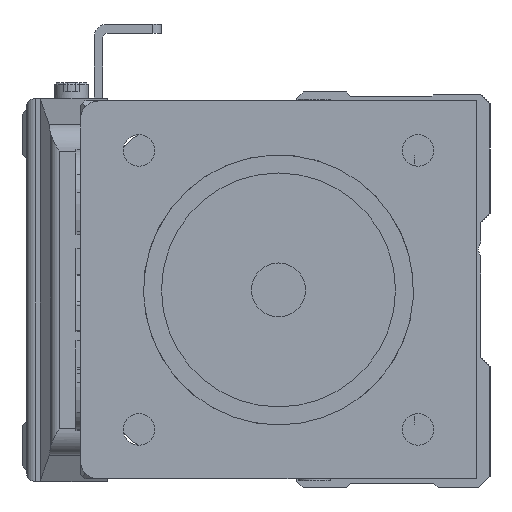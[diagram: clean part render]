
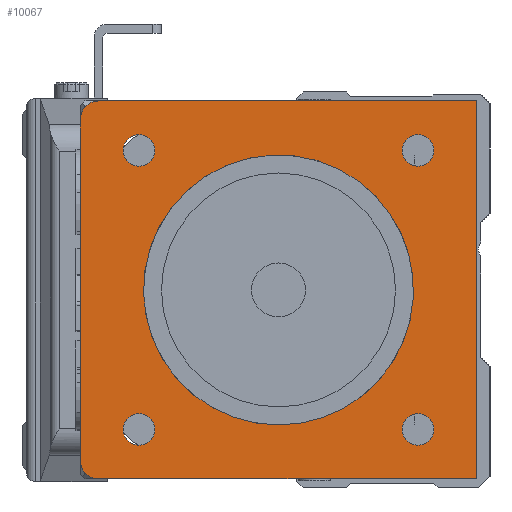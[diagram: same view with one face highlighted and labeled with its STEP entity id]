
A CAD part, left-side view. The second image highlights one B-rep face of the part: STEP entity #10067.
In plain terms, the highlighted planar face has unit normal (-1, 0, 0).
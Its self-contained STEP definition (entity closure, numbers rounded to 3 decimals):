
#541=LINE('',#16075,#1478);
#545=LINE('',#16084,#1482);
#548=LINE('',#16093,#1485);
#553=LINE('',#16103,#1490);
#1478=VECTOR('',#13064,1000.);
#1482=VECTOR('',#13070,1000.);
#1485=VECTOR('',#13081,1000.);
#1490=VECTOR('',#13088,1000.);
#2151=PLANE('',#11027);
#3941=ORIENTED_EDGE('',*,*,#6019,.T.);
#3942=ORIENTED_EDGE('',*,*,#6020,.T.);
#3943=ORIENTED_EDGE('',*,*,#6021,.T.);
#3944=ORIENTED_EDGE('',*,*,#6022,.T.);
#3945=ORIENTED_EDGE('',*,*,#5996,.F.);
#3946=ORIENTED_EDGE('',*,*,#6000,.F.);
#3947=ORIENTED_EDGE('',*,*,#6012,.F.);
#3948=ORIENTED_EDGE('',*,*,#6010,.F.);
#3949=ORIENTED_EDGE('',*,*,#6007,.F.);
#3950=ORIENTED_EDGE('',*,*,#6017,.F.);
#3951=ORIENTED_EDGE('',*,*,#6003,.F.);
#5996=EDGE_CURVE('',#7179,#7179,#7902,.F.);
#6000=EDGE_CURVE('',#7183,#7180,#7904,.T.);
#6003=EDGE_CURVE('',#7180,#7184,#541,.T.);
#6007=EDGE_CURVE('',#7189,#7186,#545,.T.);
#6010=EDGE_CURVE('',#7186,#7190,#7906,.T.);
#6012=EDGE_CURVE('',#7190,#7183,#548,.T.);
#6017=EDGE_CURVE('',#7184,#7189,#553,.T.);
#6019=EDGE_CURVE('',#7196,#7196,#7907,.T.);
#6020=EDGE_CURVE('',#7197,#7197,#7908,.T.);
#6021=EDGE_CURVE('',#7198,#7198,#7909,.T.);
#6022=EDGE_CURVE('',#7199,#7199,#7910,.T.);
#7179=VERTEX_POINT('',#16060);
#7180=VERTEX_POINT('',#16063);
#7183=VERTEX_POINT('',#16068);
#7184=VERTEX_POINT('',#16072);
#7186=VERTEX_POINT('',#16078);
#7189=VERTEX_POINT('',#16083);
#7190=VERTEX_POINT('',#16087);
#7196=VERTEX_POINT('',#16107);
#7197=VERTEX_POINT('',#16109);
#7198=VERTEX_POINT('',#16111);
#7199=VERTEX_POINT('',#16113);
#7902=CIRCLE('',#11016,15.);
#7904=CIRCLE('',#11019,2.);
#7906=CIRCLE('',#11024,2.);
#7907=CIRCLE('',#11028,1.75);
#7908=CIRCLE('',#11029,1.75);
#7909=CIRCLE('',#11030,1.75);
#7910=CIRCLE('',#11031,1.75);
#8504=EDGE_LOOP('',(#3941));
#8505=EDGE_LOOP('',(#3942));
#8506=EDGE_LOOP('',(#3943));
#8507=EDGE_LOOP('',(#3944));
#8508=EDGE_LOOP('',(#3945));
#8509=EDGE_LOOP('',(#3946,#3947,#3948,#3949,#3950,#3951));
#9341=FACE_BOUND('',#8504,.T.);
#9342=FACE_BOUND('',#8505,.T.);
#9343=FACE_BOUND('',#8506,.T.);
#9344=FACE_BOUND('',#8507,.T.);
#9345=FACE_BOUND('',#8508,.T.);
#9346=FACE_BOUND('',#8509,.T.);
#10067=ADVANCED_FACE('',(#9341,#9342,#9343,#9344,#9345,#9346),#2151,.F.);
#11016=AXIS2_PLACEMENT_3D('',#16059,#13050,#13051);
#11019=AXIS2_PLACEMENT_3D('',#16069,#13058,#13059);
#11024=AXIS2_PLACEMENT_3D('',#16090,#13076,#13077);
#11027=AXIS2_PLACEMENT_3D('',#16105,#13090,#13091);
#11028=AXIS2_PLACEMENT_3D('',#16106,#13092,#13093);
#11029=AXIS2_PLACEMENT_3D('',#16108,#13094,#13095);
#11030=AXIS2_PLACEMENT_3D('',#16110,#13096,#13097);
#11031=AXIS2_PLACEMENT_3D('',#16112,#13098,#13099);
#13050=DIRECTION('',(1.,0.,0.));
#13051=DIRECTION('',(0.,0.,-1.));
#13058=DIRECTION('',(1.,0.,0.));
#13059=DIRECTION('',(0.,0.,-1.));
#13064=DIRECTION('',(0.,-1.,0.));
#13070=DIRECTION('',(0.,1.,0.));
#13076=DIRECTION('',(1.,0.,0.));
#13077=DIRECTION('',(0.,0.,-1.));
#13081=DIRECTION('',(0.,0.,1.));
#13088=DIRECTION('',(0.,0.,-1.));
#13090=DIRECTION('',(1.,0.,0.));
#13091=DIRECTION('',(0.,0.,-1.));
#13092=DIRECTION('',(1.,0.,0.));
#13093=DIRECTION('',(0.,0.,-1.));
#13094=DIRECTION('',(1.,0.,0.));
#13095=DIRECTION('',(0.,0.,-1.));
#13096=DIRECTION('',(1.,0.,0.));
#13097=DIRECTION('',(0.,0.,-1.));
#13098=DIRECTION('',(1.,0.,0.));
#13099=DIRECTION('',(0.,0.,-1.));
#16059=CARTESIAN_POINT('',(-60.,23.5,0.));
#16060=CARTESIAN_POINT('',(-60.,23.5,-15.));
#16063=CARTESIAN_POINT('',(-60.,43.5,21.));
#16068=CARTESIAN_POINT('',(-60.,45.5,19.));
#16069=CARTESIAN_POINT('',(-60.,43.5,19.));
#16072=CARTESIAN_POINT('',(-60.,1.5,21.));
#16075=CARTESIAN_POINT('',(-60.,43.5,21.));
#16078=CARTESIAN_POINT('',(-60.,43.5,-21.));
#16083=CARTESIAN_POINT('',(-60.,1.5,-21.));
#16084=CARTESIAN_POINT('',(-60.,1.5,-21.));
#16087=CARTESIAN_POINT('',(-60.,45.5,-19.));
#16090=CARTESIAN_POINT('',(-60.,43.5,-19.));
#16093=CARTESIAN_POINT('',(-60.,45.5,-19.));
#16103=CARTESIAN_POINT('',(-60.,1.5,21.));
#16105=CARTESIAN_POINT('',(-60.,43.5,19.));
#16106=CARTESIAN_POINT('',(-60.,39.,-15.5));
#16107=CARTESIAN_POINT('',(-60.,39.,-17.25));
#16108=CARTESIAN_POINT('',(-60.,8.,15.5));
#16109=CARTESIAN_POINT('',(-60.,8.,13.75));
#16110=CARTESIAN_POINT('',(-60.,8.,-15.5));
#16111=CARTESIAN_POINT('',(-60.,8.,-17.25));
#16112=CARTESIAN_POINT('',(-60.,39.,15.5));
#16113=CARTESIAN_POINT('',(-60.,39.,13.75));
